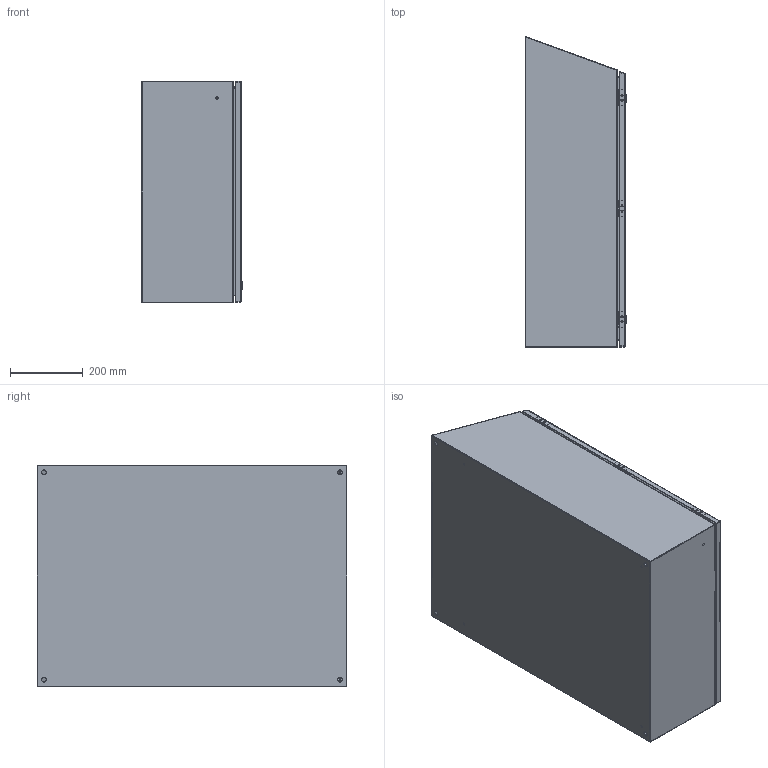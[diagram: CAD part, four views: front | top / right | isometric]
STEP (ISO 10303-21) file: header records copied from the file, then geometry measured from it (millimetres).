
FILE_DESCRIPTION (( 'STEP AP214' ), '1' );
FILE_NAME ('ST302410LG.STEP', '2019-07-15T19:45:32', ( '' ), ( '' ), 'SwSTEP 2.0', 'SolidWorks 2018', '' );
FILE_SCHEMA (( 'AUTOMOTIVE_DESIGN' ));
Length unit declared in the file: inch
Products named in the file (1): ST302410LG
Bounding box: 279.32 x 853.79 x 609.6 mm (x, y, z)
Volume: 3106060.6 mm3; surface area: 3990649.6 mm2
Topology: 33 solids, 34 shells, 868 faces, 2046 edges, 1272 vertices
Faces by surface type: plane 430, cylinder 286, bspline 94, torus 36, cone 22
Entity records: 38798 total; most frequent: CARTESIAN_POINT 7397, DIRECTION 4094, ORIENTED_EDGE 4052, EDGE_CURVE 2026, AXIS2_PLACEMENT_3D 1443, VERTEX_POINT 1272, LINE 1208, VECTOR 1208
